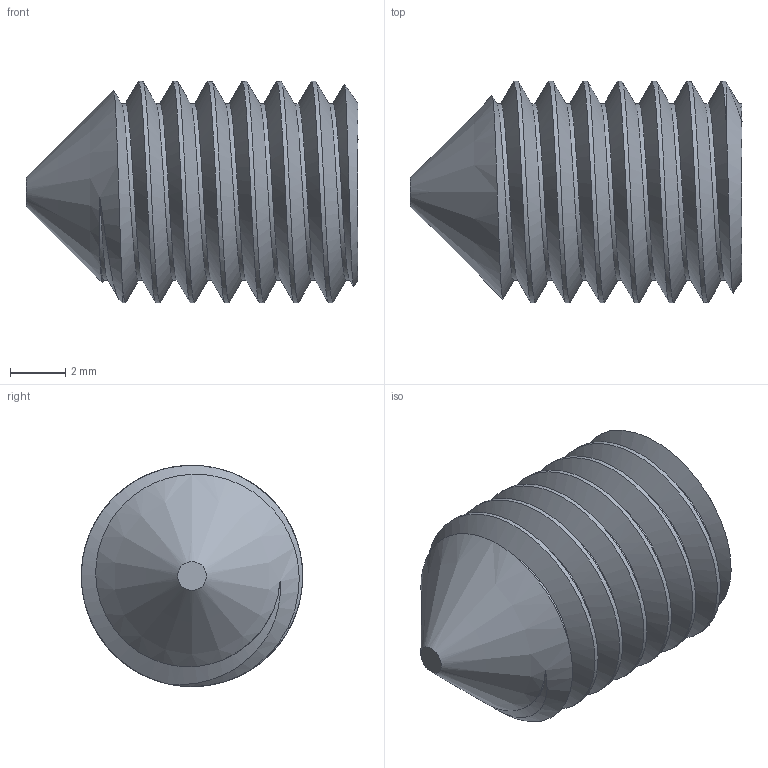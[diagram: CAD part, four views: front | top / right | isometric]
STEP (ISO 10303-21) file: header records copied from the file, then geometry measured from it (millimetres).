
FILE_DESCRIPTION(/* description */ (''),/* implementation_level */ '2;1');
FILE_NAME(/* name */ 'M8 x12 set screw.step',/* time_stamp */ '2020-09-14T11:22:04-04:00',/* author */ (''),/* organization */ (''),/* preprocessor_version */ 'ST-DEVELOPER v18.1',/* originating_system */ 'Autodesk Translation Framework v9.3.0.1241',/* authorisation */ '');
FILE_SCHEMA (('AUTOMOTIVE_DESIGN { 1 0 10303 214 3 1 1 }'));
Length unit declared in the file: millimetre
Products named in the file (2): (Unsaved); 91210A420
Assembly tree (1 placements, depth 2):
  (Unsaved)
    91210A420
Bounding box: 12 x 8 x 8 mm (x, y, z)
Volume: 370.3 mm3; surface area: 476 mm2
Topology: 1 solids, 1 shells, 34 faces, 77 edges, 45 vertices
Faces by surface type: plane 14, cone 9, cylinder 8, bspline 3
Full cylindrical faces by diameter (mm): 8 x6
Entity records: 2738 total; most frequent: CARTESIAN_POINT 1990, ORIENTED_EDGE 152, DIRECTION 135, EDGE_CURVE 76, AXIS2_PLACEMENT_3D 54, VERTEX_POINT 45, EDGE_LOOP 35, FACE_OUTER_BOUND 34
